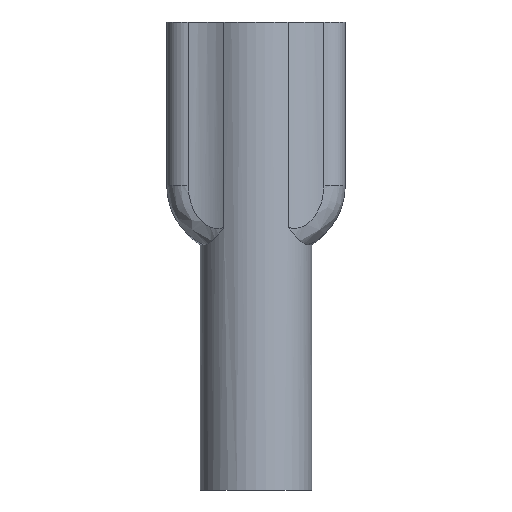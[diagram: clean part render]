
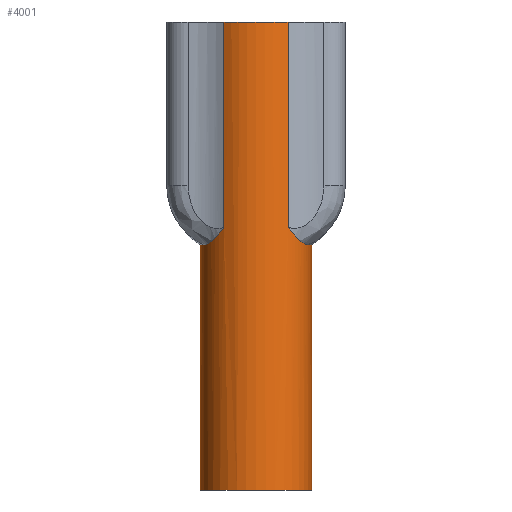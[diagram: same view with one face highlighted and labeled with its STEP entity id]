
A CAD part, front view. The second image highlights one B-rep face of the part: STEP entity #4001.
In plain terms, the highlighted cylindrical face has radius 3.175 mm (diameter 6.35 mm), a partial arc.
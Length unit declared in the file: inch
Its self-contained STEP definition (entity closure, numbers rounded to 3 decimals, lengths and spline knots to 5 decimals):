
#61 = CARTESIAN_POINT ( 'NONE',  ( -0.09221, -0.08464, -0.48505 ) ) ;
#70 = VERTEX_POINT ( 'NONE', #4013 ) ;
#128 = EDGE_CURVE ( 'NONE', #4421, #4307, #2868, .T. ) ;
#204 = CARTESIAN_POINT ( 'NONE',  ( 0.09221, -0.08464, -0.48505 ) ) ;
#263 = CARTESIAN_POINT ( 'NONE',  ( 0.125, 0., -1.05 ) ) ;
#269 = EDGE_CURVE ( 'NONE', #1772, #4330, #680, .T. ) ;
#277 = CARTESIAN_POINT ( 'NONE',  ( 0., 0., -0.5 ) ) ;
#347 = CIRCLE ( 'NONE', #4295, 0.125 ) ;
#372 = DIRECTION ( 'NONE',  ( 0., 0., -1. ) ) ;
#376 = EDGE_CURVE ( 'NONE', #3523, #2610, #3718, .T. ) ;
#402 = CARTESIAN_POINT ( 'NONE',  ( -0.088, -0.08895, -0.48079 ) ) ;
#404 = CARTESIAN_POINT ( 'NONE',  ( 0., 0., -0.5 ) ) ;
#539 = CARTESIAN_POINT ( 'NONE',  ( 0.08185, -0.09451, -0.47371 ) ) ;
#545 = CARTESIAN_POINT ( 'NONE',  ( -0.125, 0., -1.05 ) ) ;
#575 = VECTOR ( 'NONE', #4299, 39.37008 ) ;
#622 = DIRECTION ( 'NONE',  ( -1., 0., 0. ) ) ;
#656 = VERTEX_POINT ( 'NONE', #1027 ) ;
#680 = B_SPLINE_CURVE_WITH_KNOTS ( 'NONE', 3,
 ( #2486, #3502, #3843, #402, #61, #2829, #4190, #2123, #3518, #1761 ),
 .UNSPECIFIED., .F., .F.,
 ( 4, 2, 2, 2, 4 ),
 ( -0.00001, 0.00055, 0.00111, 0.00167, 0.00223 ),
 .UNSPECIFIED. ) ;
#773 = AXIS2_PLACEMENT_3D ( 'NONE', #2147, #4151, #1739 ) ;
#800 = CARTESIAN_POINT ( 'NONE',  ( 0.125, 0., -0.5 ) ) ;
#801 = CARTESIAN_POINT ( 'NONE',  ( 0.07187, -0.10227, -0.46054 ) ) ;
#839 = VECTOR ( 'NONE', #1322, 39.37008 ) ;
#843 = CARTESIAN_POINT ( 'NONE',  ( -0.125, 0., -0.5 ) ) ;
#896 = CARTESIAN_POINT ( 'NONE',  ( 0.08799, -0.08895, -0.48078 ) ) ;
#923 = CARTESIAN_POINT ( 'NONE',  ( 0.07983, -0.09623, -0.47123 ) ) ;
#1005 = LINE ( 'NONE', #800, #575 ) ;
#1023 = CARTESIAN_POINT ( 'NONE',  ( 0., 0., -0.5 ) ) ;
#1027 = CARTESIAN_POINT ( 'NONE',  ( -0.07187, -0.10227, 0. ) ) ;
#1045 = CIRCLE ( 'NONE', #3162, 0.125 ) ;
#1063 = ORIENTED_EDGE ( 'NONE', *, *, #2538, .T. ) ;
#1103 = ORIENTED_EDGE ( 'NONE', *, *, #1262, .T. ) ;
#1179 = VECTOR ( 'NONE', #4293, 39.37008 ) ;
#1208 = CARTESIAN_POINT ( 'NONE',  ( 0.0738, -0.10091, -0.46329 ) ) ;
#1223 = CARTESIAN_POINT ( 'NONE',  ( 0.07187, -0.10227, -0.46054 ) ) ;
#1262 = EDGE_CURVE ( 'NONE', #2055, #70, #1045, .T. ) ;
#1322 = DIRECTION ( 'NONE',  ( 0., 0., 1. ) ) ;
#1329 = VERTEX_POINT ( 'NONE', #263 ) ;
#1393 = DIRECTION ( 'NONE',  ( -1., 0., 0. ) ) ;
#1444 = FACE_OUTER_BOUND ( 'NONE', #2764, .T. ) ;
#1568 = CARTESIAN_POINT ( 'NONE',  ( -0.07187, -0.10227, -0.5 ) ) ;
#1587 = EDGE_CURVE ( 'NONE', #1329, #4421, #1965, .T. ) ;
#1607 = EDGE_CURVE ( 'NONE', #4330, #4307, #347, .T. ) ;
#1652 = DIRECTION ( 'NONE',  ( 0., 0., 1. ) ) ;
#1654 = CIRCLE ( 'NONE', #773, 0.125 ) ;
#1739 = DIRECTION ( 'NONE',  ( 1., 0., 0. ) ) ;
#1761 = CARTESIAN_POINT ( 'NONE',  ( -0.11714, -0.04364, -0.5 ) ) ;
#1772 = VERTEX_POINT ( 'NONE', #2900 ) ;
#1830 = ORIENTED_EDGE ( 'NONE', *, *, #1587, .F. ) ;
#1940 = CARTESIAN_POINT ( 'NONE',  ( 0.10433, -0.06921, -0.49502 ) ) ;
#1965 = CIRCLE ( 'NONE', #2500, 0.125 ) ;
#2055 = VERTEX_POINT ( 'NONE', #3011 ) ;
#2081 = CARTESIAN_POINT ( 'NONE',  ( 0., 0., -1.05 ) ) ;
#2123 = CARTESIAN_POINT ( 'NONE',  ( -0.11145, -0.05704, -0.49894 ) ) ;
#2125 = DIRECTION ( 'NONE',  ( 0., 0., -1. ) ) ;
#2147 = CARTESIAN_POINT ( 'NONE',  ( 0., 0., 0. ) ) ;
#2290 = CARTESIAN_POINT ( 'NONE',  ( 0.10037, -0.07478, -0.49216 ) ) ;
#2307 = DIRECTION ( 'NONE',  ( 0., 0., -1. ) ) ;
#2486 = CARTESIAN_POINT ( 'NONE',  ( -0.07187, -0.10227, -0.46054 ) ) ;
#2500 = AXIS2_PLACEMENT_3D ( 'NONE', #2081, #2125, #1393 ) ;
#2538 = EDGE_CURVE ( 'NONE', #1329, #2055, #1005, .T. ) ;
#2610 = VERTEX_POINT ( 'NONE', #4235 ) ;
#2647 = DIRECTION ( 'NONE',  ( 0., 0., 1. ) ) ;
#2655 = ORIENTED_EDGE ( 'NONE', *, *, #2983, .T. ) ;
#2764 = EDGE_LOOP ( 'NONE', ( #4339, #1830, #1063, #1103, #2655, #3472, #3866, #4481, #2922, #3516 ) ) ;
#2785 = DIRECTION ( 'NONE',  ( -1., 0., 0. ) ) ;
#2812 = VECTOR ( 'NONE', #2647, 39.37008 ) ;
#2829 = CARTESIAN_POINT ( 'NONE',  ( -0.10037, -0.07477, -0.49216 ) ) ;
#2868 = LINE ( 'NONE', #2969, #2812 ) ;
#2900 = CARTESIAN_POINT ( 'NONE',  ( -0.07187, -0.10227, -0.46054 ) ) ;
#2905 = B_SPLINE_CURVE_WITH_KNOTS ( 'NONE', 3,
 ( #2999, #3310, #3352, #1940, #2290, #204, #896, #539, #923, #3016, #1208, #1223 ),
 .UNSPECIFIED., .F., .F.,
 ( 4, 2, 2, 2, 2, 4 ),
 ( 0., 0.00055, 0.00111, 0.00166, 0.00194, 0.00221 ),
 .UNSPECIFIED. ) ;
#2922 = ORIENTED_EDGE ( 'NONE', *, *, #269, .T. ) ;
#2969 = CARTESIAN_POINT ( 'NONE',  ( -0.125, 0., -0.5 ) ) ;
#2983 = EDGE_CURVE ( 'NONE', #70, #3523, #2905, .T. ) ;
#2999 = CARTESIAN_POINT ( 'NONE',  ( 0.11714, -0.04364, -0.5 ) ) ;
#3011 = CARTESIAN_POINT ( 'NONE',  ( 0.125, 0., -0.5 ) ) ;
#3016 = CARTESIAN_POINT ( 'NONE',  ( 0.07581, -0.09942, -0.46604 ) ) ;
#3074 = CYLINDRICAL_SURFACE ( 'NONE', #4251, 0.125 ) ;
#3162 = AXIS2_PLACEMENT_3D ( 'NONE', #277, #2307, #622 ) ;
#3310 = CARTESIAN_POINT ( 'NONE',  ( 0.11456, -0.05056, -0.5 ) ) ;
#3352 = CARTESIAN_POINT ( 'NONE',  ( 0.11145, -0.05704, -0.49894 ) ) ;
#3472 = ORIENTED_EDGE ( 'NONE', *, *, #376, .T. ) ;
#3502 = CARTESIAN_POINT ( 'NONE',  ( -0.07578, -0.09952, -0.46611 ) ) ;
#3516 = ORIENTED_EDGE ( 'NONE', *, *, #1607, .T. ) ;
#3518 = CARTESIAN_POINT ( 'NONE',  ( -0.11456, -0.05056, -0.5 ) ) ;
#3523 = VERTEX_POINT ( 'NONE', #801 ) ;
#3646 = EDGE_CURVE ( 'NONE', #656, #1772, #4388, .T. ) ;
#3718 = LINE ( 'NONE', #4106, #839 ) ;
#3843 = CARTESIAN_POINT ( 'NONE',  ( -0.07981, -0.09636, -0.47136 ) ) ;
#3866 = ORIENTED_EDGE ( 'NONE', *, *, #4165, .F. ) ;
#4001 = ADVANCED_FACE ( 'NONE', ( #1444 ), #3074, .T. ) ;
#4013 = CARTESIAN_POINT ( 'NONE',  ( 0.11714, -0.04364, -0.5 ) ) ;
#4081 = DIRECTION ( 'NONE',  ( 1., 0., 0. ) ) ;
#4106 = CARTESIAN_POINT ( 'NONE',  ( 0.07187, -0.10227, -0.5 ) ) ;
#4151 = DIRECTION ( 'NONE',  ( 0., 0., 1. ) ) ;
#4165 = EDGE_CURVE ( 'NONE', #656, #2610, #1654, .T. ) ;
#4190 = CARTESIAN_POINT ( 'NONE',  ( -0.10433, -0.06921, -0.49502 ) ) ;
#4235 = CARTESIAN_POINT ( 'NONE',  ( 0.07187, -0.10227, 0. ) ) ;
#4251 = AXIS2_PLACEMENT_3D ( 'NONE', #1023, #1652, #4081 ) ;
#4293 = DIRECTION ( 'NONE',  ( 0., 0., -1. ) ) ;
#4295 = AXIS2_PLACEMENT_3D ( 'NONE', #404, #372, #2785 ) ;
#4299 = DIRECTION ( 'NONE',  ( 0., 0., 1. ) ) ;
#4307 = VERTEX_POINT ( 'NONE', #843 ) ;
#4330 = VERTEX_POINT ( 'NONE', #4348 ) ;
#4339 = ORIENTED_EDGE ( 'NONE', *, *, #128, .F. ) ;
#4348 = CARTESIAN_POINT ( 'NONE',  ( -0.11714, -0.04364, -0.5 ) ) ;
#4388 = LINE ( 'NONE', #1568, #1179 ) ;
#4421 = VERTEX_POINT ( 'NONE', #545 ) ;
#4481 = ORIENTED_EDGE ( 'NONE', *, *, #3646, .T. ) ;
